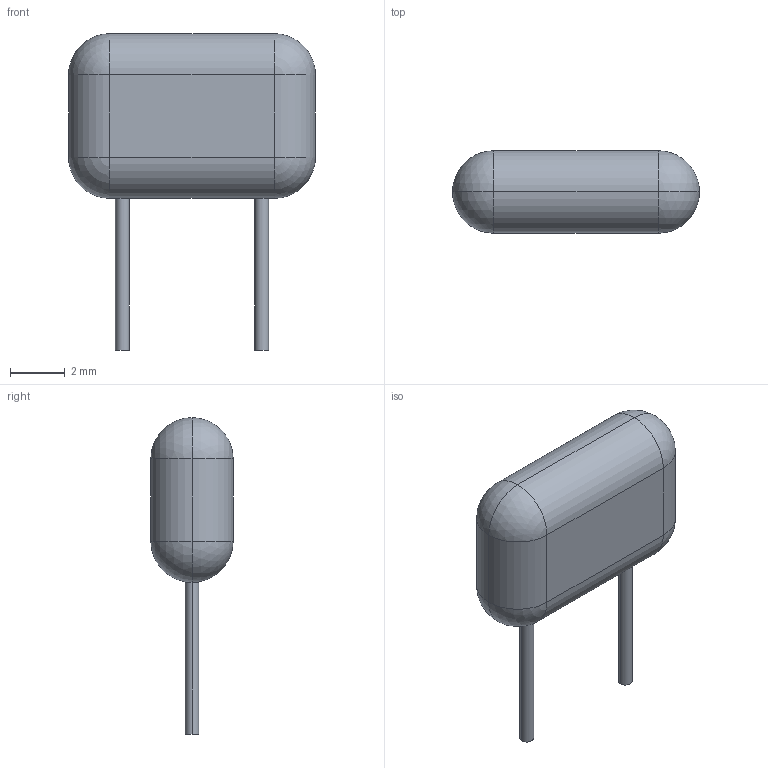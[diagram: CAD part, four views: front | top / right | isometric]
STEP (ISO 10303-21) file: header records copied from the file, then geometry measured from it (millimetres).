
FILE_DESCRIPTION (( 'STEP AP214' ), '1' );
FILE_NAME ('cap0.2.STEP', '2008-07-28T04:49:33', ( 'Chinese User' ), ( 'Chinese ORG' ), 'SwSTEP 2.0', 'SolidWorks 2005204', '' );
FILE_SCHEMA (( 'AUTOMOTIVE_DESIGN' ));
Length unit declared in the file: millimetre
Products named in the file (1): cap0.2
Bounding box: 9 x 3 x 11.54 mm (x, y, z)
Volume: 133.9 mm3; surface area: 167.3 mm2
Topology: 3 solids, 3 shells, 26 faces, 52 edges, 24 vertices
Faces by surface type: cylinder 12, sphere 8, plane 6
Entity records: 847 total; most frequent: DIRECTION 126, CARTESIAN_POINT 95, ORIENTED_EDGE 88, AXIS2_PLACEMENT_3D 55, EDGE_CURVE 44, CIRCLE 28, EDGE_LOOP 26, ADVANCED_FACE 26
